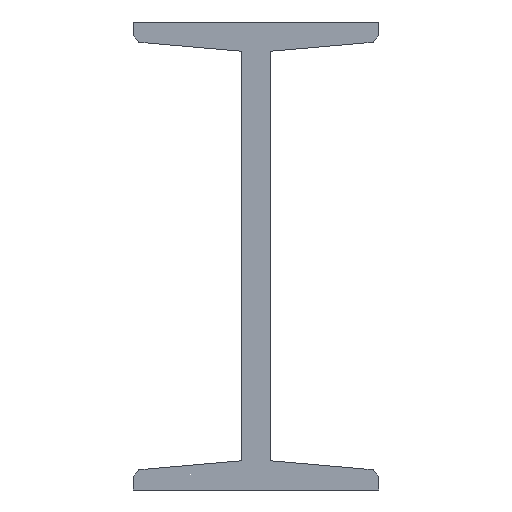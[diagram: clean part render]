
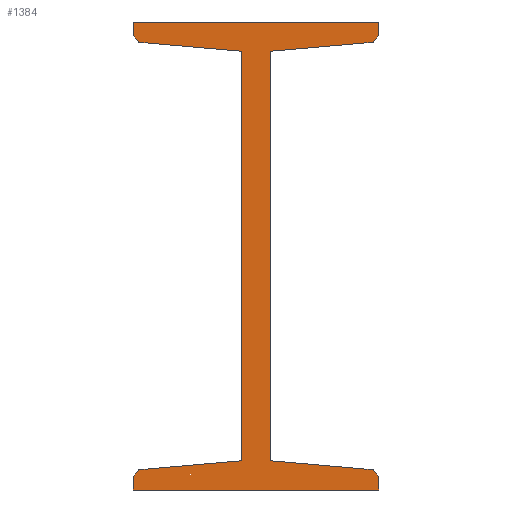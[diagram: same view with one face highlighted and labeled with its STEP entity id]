
A CAD part, front view. The second image highlights one B-rep face of the part: STEP entity #1384.
In plain terms, the highlighted planar face has unit normal (0, -1, 0).
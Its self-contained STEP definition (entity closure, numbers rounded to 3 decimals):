
#1=DIRECTION('',(0.,0.,1.));
#2=VECTOR('',#1,2.381);
#3=CARTESIAN_POINT('',(-21.,0.,-40.));
#4=LINE('',#3,#2);
#5=DIRECTION('',(0.996,0.,0.087));
#6=VECTOR('',#5,17.571);
#7=CARTESIAN_POINT('',(-20.004,0.,-36.531));
#8=LINE('',#7,#6);
#9=DIRECTION('',(0.,0.,1.));
#10=VECTOR('',#9,70.);
#11=CARTESIAN_POINT('',(-2.5,0.,-35.));
#12=LINE('',#11,#10);
#13=DIRECTION('',(-0.996,0.,0.087));
#14=VECTOR('',#13,17.571);
#15=CARTESIAN_POINT('',(-2.5,0.,35.));
#16=LINE('',#15,#14);
#17=DIRECTION('',(0.,0.,1.));
#18=VECTOR('',#17,2.381);
#19=CARTESIAN_POINT('',(-21.,0.,37.619));
#20=LINE('',#19,#18);
#21=DIRECTION('',(1.,0.,0.));
#22=VECTOR('',#21,42.);
#23=CARTESIAN_POINT('',(-21.,0.,40.));
#24=LINE('',#23,#22);
#25=DIRECTION('',(0.,0.,-1.));
#26=VECTOR('',#25,2.381);
#27=CARTESIAN_POINT('',(21.,0.,40.));
#28=LINE('',#27,#26);
#29=DIRECTION('',(-0.996,0.,-0.087));
#30=VECTOR('',#29,17.571);
#31=CARTESIAN_POINT('',(20.004,0.,36.531));
#32=LINE('',#31,#30);
#33=DIRECTION('',(0.,0.,-1.));
#34=VECTOR('',#33,70.);
#35=CARTESIAN_POINT('',(2.5,0.,35.));
#36=LINE('',#35,#34);
#37=DIRECTION('',(0.996,0.,-0.087));
#38=VECTOR('',#37,17.571);
#39=CARTESIAN_POINT('',(2.5,0.,-35.));
#40=LINE('',#39,#38);
#41=DIRECTION('',(0.,0.,-1.));
#42=VECTOR('',#41,2.381);
#43=CARTESIAN_POINT('',(21.,0.,-37.619));
#44=LINE('',#43,#42);
#45=DIRECTION('',(-1.,0.,0.));
#46=VECTOR('',#45,42.);
#47=CARTESIAN_POINT('',(21.,0.,-40.));
#48=LINE('',#47,#46);
#61=DIRECTION('',(-0.676,0.,0.737));
#62=VECTOR('',#61,1.475);
#63=CARTESIAN_POINT('',(21.,0.,-37.619));
#64=LINE('',#63,#62);
#373=DIRECTION('',(0.676,0.,0.737));
#374=VECTOR('',#373,1.475);
#375=CARTESIAN_POINT('',(20.004,0.,36.531));
#376=LINE('',#375,#374);
#397=DIRECTION('',(0.676,0.,-0.737));
#398=VECTOR('',#397,1.475);
#399=CARTESIAN_POINT('',(-21.,0.,37.619));
#400=LINE('',#399,#398);
#709=DIRECTION('',(-0.676,0.,-0.737));
#710=VECTOR('',#709,1.475);
#711=CARTESIAN_POINT('',(-20.004,0.,-36.531));
#712=LINE('',#711,#710);
#1025=CARTESIAN_POINT('',(-21.,0.,40.));
#1026=CARTESIAN_POINT('',(21.,0.,40.));
#1027=VERTEX_POINT('',#1025);
#1028=VERTEX_POINT('',#1026);
#1029=CARTESIAN_POINT('',(21.,0.,-40.));
#1030=CARTESIAN_POINT('',(-21.,0.,-40.));
#1031=VERTEX_POINT('',#1029);
#1032=VERTEX_POINT('',#1030);
#1041=CARTESIAN_POINT('',(2.5,0.,-35.));
#1043=VERTEX_POINT('',#1041);
#1045=CARTESIAN_POINT('',(-2.5,0.,-35.));
#1047=VERTEX_POINT('',#1045);
#1049=CARTESIAN_POINT('',(2.5,0.,35.));
#1051=VERTEX_POINT('',#1049);
#1053=CARTESIAN_POINT('',(-2.5,0.,35.));
#1055=VERTEX_POINT('',#1053);
#1057=CARTESIAN_POINT('',(20.004,0.,36.531));
#1059=VERTEX_POINT('',#1057);
#1061=CARTESIAN_POINT('',(21.,0.,37.619));
#1063=VERTEX_POINT('',#1061);
#1065=CARTESIAN_POINT('',(-21.,0.,37.619));
#1067=VERTEX_POINT('',#1065);
#1069=CARTESIAN_POINT('',(-20.004,0.,36.531));
#1071=VERTEX_POINT('',#1069);
#1073=CARTESIAN_POINT('',(21.,0.,-37.619));
#1075=VERTEX_POINT('',#1073);
#1077=CARTESIAN_POINT('',(20.004,0.,-36.531));
#1079=VERTEX_POINT('',#1077);
#1081=CARTESIAN_POINT('',(-20.004,0.,-36.531));
#1083=VERTEX_POINT('',#1081);
#1085=CARTESIAN_POINT('',(-21.,0.,-37.619));
#1087=VERTEX_POINT('',#1085);
#1345=CARTESIAN_POINT('',(0.,0.,0.));
#1346=DIRECTION('',(0.,1.,0.));
#1347=DIRECTION('',(1.,0.,0.));
#1348=AXIS2_PLACEMENT_3D('',#1345,#1346,#1347);
#1349=PLANE('',#1348);
#1351=ORIENTED_EDGE('',*,*,#1350,.T.);
#1353=ORIENTED_EDGE('',*,*,#1352,.F.);
#1355=ORIENTED_EDGE('',*,*,#1354,.T.);
#1357=ORIENTED_EDGE('',*,*,#1356,.T.);
#1359=ORIENTED_EDGE('',*,*,#1358,.T.);
#1361=ORIENTED_EDGE('',*,*,#1360,.F.);
#1363=ORIENTED_EDGE('',*,*,#1362,.T.);
#1365=ORIENTED_EDGE('',*,*,#1364,.T.);
#1367=ORIENTED_EDGE('',*,*,#1366,.T.);
#1369=ORIENTED_EDGE('',*,*,#1368,.F.);
#1371=ORIENTED_EDGE('',*,*,#1370,.T.);
#1373=ORIENTED_EDGE('',*,*,#1372,.T.);
#1375=ORIENTED_EDGE('',*,*,#1374,.T.);
#1377=ORIENTED_EDGE('',*,*,#1376,.F.);
#1379=ORIENTED_EDGE('',*,*,#1378,.T.);
#1381=ORIENTED_EDGE('',*,*,#1380,.T.);
#1382=EDGE_LOOP('',(#1351,#1353,#1355,#1357,#1359,#1361,#1363,#1365,#1367,#1369,
#1371,#1373,#1375,#1377,#1379,#1381));
#1383=FACE_OUTER_BOUND('',#1382,.F.);
#1384=ADVANCED_FACE('',(#1383),#1349,.F.);
#1350=EDGE_CURVE('',#1032,#1087,#4,.T.);
#1352=EDGE_CURVE('',#1083,#1087,#712,.T.);
#1354=EDGE_CURVE('',#1083,#1047,#8,.T.);
#1356=EDGE_CURVE('',#1047,#1055,#12,.T.);
#1358=EDGE_CURVE('',#1055,#1071,#16,.T.);
#1360=EDGE_CURVE('',#1067,#1071,#400,.T.);
#1362=EDGE_CURVE('',#1067,#1027,#20,.T.);
#1364=EDGE_CURVE('',#1027,#1028,#24,.T.);
#1366=EDGE_CURVE('',#1028,#1063,#28,.T.);
#1368=EDGE_CURVE('',#1059,#1063,#376,.T.);
#1370=EDGE_CURVE('',#1059,#1051,#32,.T.);
#1372=EDGE_CURVE('',#1051,#1043,#36,.T.);
#1374=EDGE_CURVE('',#1043,#1079,#40,.T.);
#1376=EDGE_CURVE('',#1075,#1079,#64,.T.);
#1378=EDGE_CURVE('',#1075,#1031,#44,.T.);
#1380=EDGE_CURVE('',#1031,#1032,#48,.T.);
